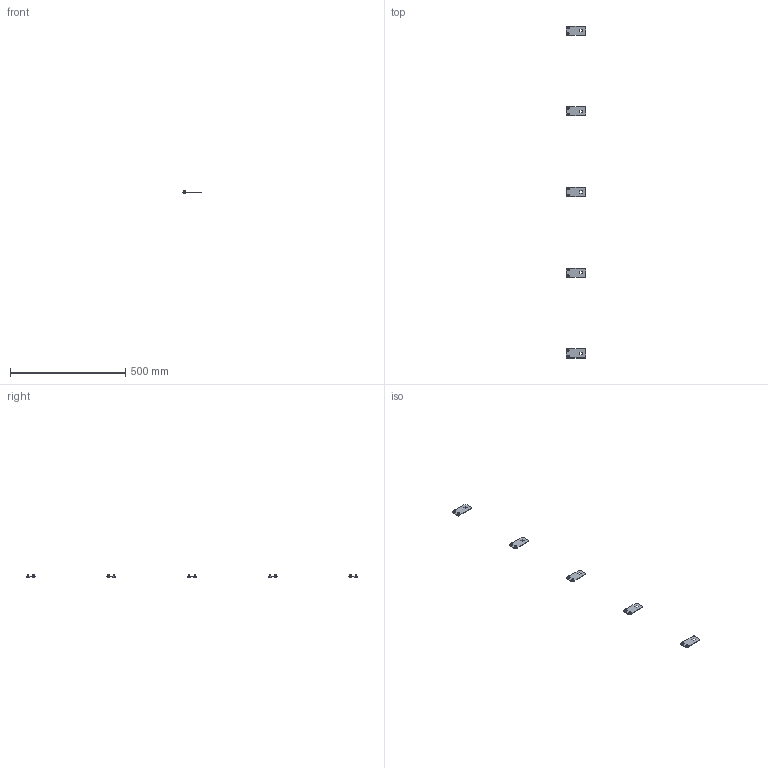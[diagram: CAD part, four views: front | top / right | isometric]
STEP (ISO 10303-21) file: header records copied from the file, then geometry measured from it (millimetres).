
FILE_DESCRIPTION(('STEP AP214'),'1');
FILE_NAME('cctmp_B7968FDC-F159-4644-987A-98B3EA557581_2023_03_29_08_46_37_0721..stp','2023-03-29T06:46:38',('SIEMENS A&D'),('CADClick - www.CADClick.com'),'Spatial InterOp 3D postprocessed',' ','unknown authorization');
FILE_SCHEMA(('AUTOMOTIVE_DESIGN'));
Length unit declared in the file: millimetre
Products named in the file (16): cc_unnamed; 2023_03_29_08_46_37_0702; 2023_03_29_08_46_37_0698; 2023_03_29_08_46_37_0694; 2023_03_29_08_46_37_0690; 2023_03_29_08_46_37_0686; 2023_03_29_08_46_37_0682; 2023_03_29_08_46_37_0678; 2023_03_29_08_46_37_0674; 2023_03_29_08_46_37_0670; 2023_03_29_08_46_37_0666; 2023_03_29_08_46_37_0662; 2023_03_29_08_46_37_0659; 2023_03_29_08_46_37_0655; 2023_03_29_08_46_37_0651; 2023_03_29_08_46_37_0647
Assembly tree (15 placements, depth 2):
  cc_unnamed
    2023_03_29_08_46_37_0702
    2023_03_29_08_46_37_0698
    2023_03_29_08_46_37_0694
    2023_03_29_08_46_37_0690
    2023_03_29_08_46_37_0686
    2023_03_29_08_46_37_0682
    2023_03_29_08_46_37_0678
    2023_03_29_08_46_37_0674
    2023_03_29_08_46_37_0670
    2023_03_29_08_46_37_0666
    2023_03_29_08_46_37_0662
    2023_03_29_08_46_37_0659
    2023_03_29_08_46_37_0655
    2023_03_29_08_46_37_0651
    2023_03_29_08_46_37_0647
Bounding box: 84.5 x 1440 x 14.75 mm (x, y, z)
Volume: 39747.5 mm3; surface area: 40737.2 mm2
Topology: 15 solids, 15 shells, 200 faces, 440 edges, 280 vertices
Faces by surface type: cylinder 80, plane 80, cone 20, bspline 20
Entity records: 6812 total; most frequent: CARTESIAN_POINT 1236, DIRECTION 1052, ORIENTED_EDGE 880, EDGE_CURVE 440, AXIS2_PLACEMENT_3D 416, VERTEX_POINT 280, EDGE_LOOP 240, CIRCLE 220
